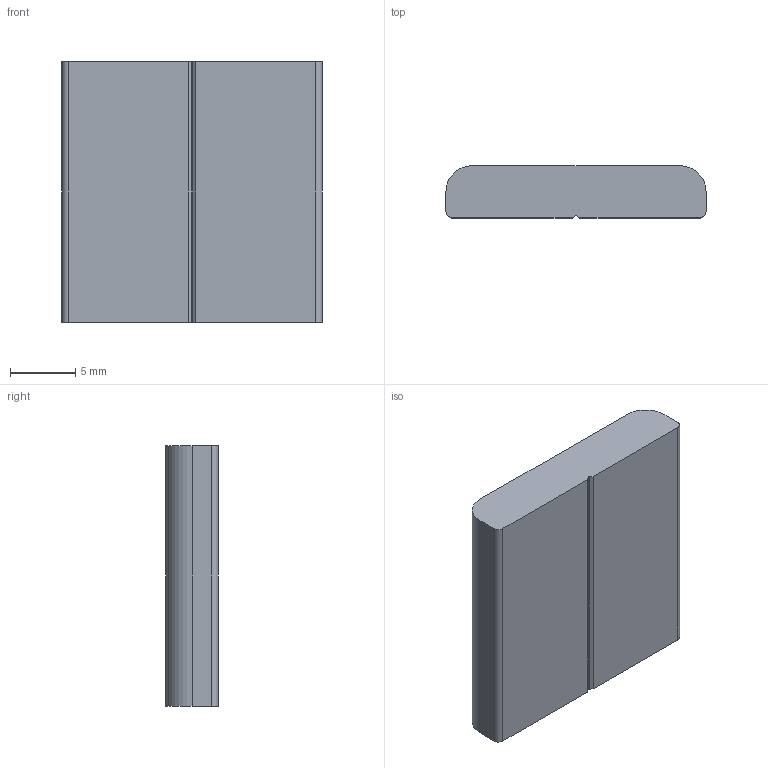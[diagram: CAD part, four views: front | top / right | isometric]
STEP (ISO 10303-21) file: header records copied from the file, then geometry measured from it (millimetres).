
FILE_DESCRIPTION(('no description'),'unknown implementation level');
FILE_NAME('item_7000262_Profile_M_20x4_E_natural_L=20.stp',' ',('item Industrietechnik GmbH'),('CADClick - KiM GmbH - www.kimweb.de'),'unknown preprocess','ACIS','unknown authorization');
FILE_SCHEMA(('automotive_design'));
Length unit declared in the file: millimetre
Products named in the file (1): 1
Bounding box: 20 x 4 x 20 mm (x, y, z)
Volume: 1562.2 mm3; surface area: 1075.9 mm2
Topology: 1 solids, 1 shells, 14 faces, 36 edges, 24 vertices
Faces by surface type: plane 9, cylinder 5
Entity records: 866 total; most frequent: DIRECTION 76, STYLED_ITEM 75, PRESENTATION_STYLE_ASSIGNMENT 75, CARTESIAN_POINT 75, COLOUR_RGB 75, ORIENTED_EDGE 72, EDGE_CURVE 36, CURVE_STYLE 36
